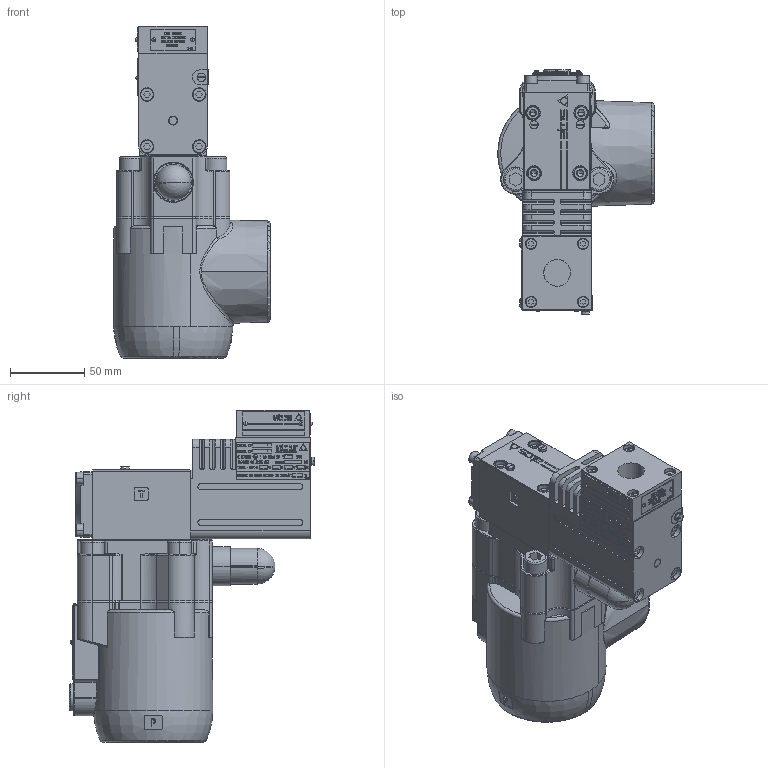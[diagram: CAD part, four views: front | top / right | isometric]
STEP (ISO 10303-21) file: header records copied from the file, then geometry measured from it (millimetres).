
FILE_DESCRIPTION(('STEP AP203'),'1');
FILE_NAME('ARAM-32-10-11-AO-S72.stp','2020-09-24T14:57:26',(' '),(' '),'XStep 1.0',' ',' ');
FILE_SCHEMA(('CONFIG_CONTROL_DESIGN'));
Length unit declared in the file: millimetre
Bounding box: 104.95 x 164.55 x 222.95 mm (x, y, z)
Volume: 1041519.2 mm3; surface area: 212490.4 mm2
Topology: 53 solids, 53 shells, 9236 faces, 25553 edges, 16788 vertices
Faces by surface type: plane 6954, cylinder 1586, cone 366, torus 259, bspline 68, sphere 3
Entity records: 344084 total; most frequent: CARTESIAN_POINT 103833, ORIENTED_EDGE 50940, DIRECTION 47176, EDGE_CURVE 25470, LINE 21040, VECTOR 21040, VERTEX_POINT 16788, AXIS2_PLACEMENT_3D 13068
